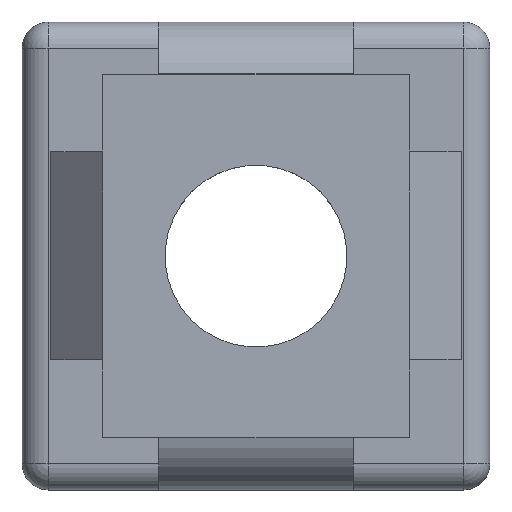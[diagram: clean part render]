
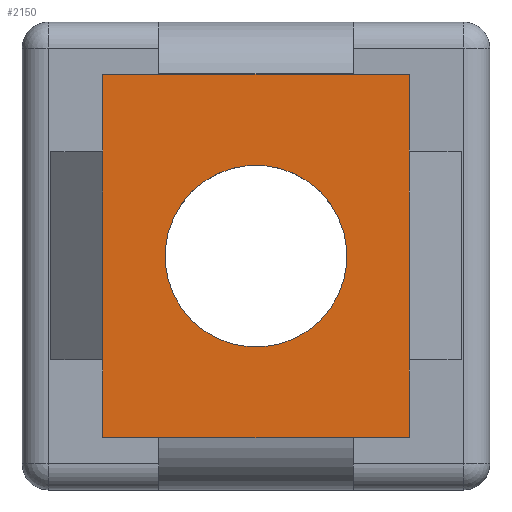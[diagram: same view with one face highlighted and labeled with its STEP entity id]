
A CAD part, top view. The second image highlights one B-rep face of the part: STEP entity #2150.
In plain terms, the highlighted planar face has unit normal (0, 0, 1).
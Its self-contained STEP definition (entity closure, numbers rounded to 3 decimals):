
#1754=CARTESIAN_POINT('',(-15.885,15.,0.707));
#1755=VERTEX_POINT('',#1754);
#1762=CARTESIAN_POINT('',(-15.885,18.5,0.707));
#1763=VERTEX_POINT('',#1762);
#1764=CARTESIAN_POINT('',(-15.885,15.,0.707));
#1765=DIRECTION('',(0.,1.,0.));
#1766=VECTOR('',#1765,3.5);
#1767=LINE('',#1764,#1766);
#1768=EDGE_CURVE('',#1755,#1763,#1767,.T.);
#1770=CARTESIAN_POINT('',(-15.885,25.5,0.707));
#1771=VERTEX_POINT('',#1770);
#1772=CARTESIAN_POINT('',(-15.885,18.5,0.707));
#1773=DIRECTION('',(0.,1.,0.));
#1774=VECTOR('',#1773,7.);
#1775=LINE('',#1772,#1774);
#1776=EDGE_CURVE('',#1763,#1771,#1775,.T.);
#1778=CARTESIAN_POINT('',(-15.885,29.,0.707));
#1779=VERTEX_POINT('',#1778);
#1780=CARTESIAN_POINT('',(-15.885,25.5,0.707));
#1781=DIRECTION('',(0.,1.,0.));
#1782=VECTOR('',#1781,3.5);
#1783=LINE('',#1780,#1782);
#1784=EDGE_CURVE('',#1771,#1779,#1783,.T.);
#2043=CARTESIAN_POINT('',(-21.485,22.,0.707));
#2044=DIRECTION('',(0.,-0.,1.));
#2045=DIRECTION('',(-1.,0.,0.));
#2046=AXIS2_PLACEMENT_3D('',#2043,#2044,#2045);
#2047=PLANE('',#2046);
#2048=CARTESIAN_POINT('',(-5.985,29.,0.707));
#2049=VERTEX_POINT('',#2048);
#2050=CARTESIAN_POINT('',(-4.085,29.,0.707));
#2051=VERTEX_POINT('',#2050);
#2052=CARTESIAN_POINT('',(-5.985,29.,0.707));
#2053=DIRECTION('',(1.,-0.,-0.));
#2054=VECTOR('',#2053,1.9);
#2055=LINE('',#2052,#2054);
#2056=EDGE_CURVE('',#2049,#2051,#2055,.T.);
#2057=ORIENTED_EDGE('',*,*,#2056,.F.);
#2058=CARTESIAN_POINT('',(-9.985,29.,0.707));
#2059=VERTEX_POINT('',#2058);
#2060=CARTESIAN_POINT('',(-9.985,29.,0.707));
#2061=DIRECTION('',(1.,-0.,-0.));
#2062=VECTOR('',#2061,4.);
#2063=LINE('',#2060,#2062);
#2064=EDGE_CURVE('',#2059,#2049,#2063,.T.);
#2065=ORIENTED_EDGE('',*,*,#2064,.F.);
#2066=CARTESIAN_POINT('',(-13.985,29.,0.707));
#2067=VERTEX_POINT('',#2066);
#2068=CARTESIAN_POINT('',(-13.985,29.,0.707));
#2069=DIRECTION('',(1.,-0.,-0.));
#2070=VECTOR('',#2069,4.);
#2071=LINE('',#2068,#2070);
#2072=EDGE_CURVE('',#2067,#2059,#2071,.T.);
#2073=ORIENTED_EDGE('',*,*,#2072,.F.);
#2074=CARTESIAN_POINT('',(-15.885,29.,0.707));
#2075=DIRECTION('',(1.,-0.,-0.));
#2076=VECTOR('',#2075,1.9);
#2077=LINE('',#2074,#2076);
#2078=EDGE_CURVE('',#1779,#2067,#2077,.T.);
#2079=ORIENTED_EDGE('',*,*,#2078,.F.);
#2080=ORIENTED_EDGE('',*,*,#1784,.F.);
#2081=ORIENTED_EDGE('',*,*,#1776,.F.);
#2082=ORIENTED_EDGE('',*,*,#1768,.F.);
#2083=CARTESIAN_POINT('',(-13.985,15.,0.707));
#2084=VERTEX_POINT('',#2083);
#2085=CARTESIAN_POINT('',(-13.985,15.,0.707));
#2086=DIRECTION('',(-1.,0.,0.));
#2087=VECTOR('',#2086,1.9);
#2088=LINE('',#2085,#2087);
#2089=EDGE_CURVE('',#2084,#1755,#2088,.T.);
#2090=ORIENTED_EDGE('',*,*,#2089,.F.);
#2091=CARTESIAN_POINT('',(-9.985,15.,0.707));
#2092=VERTEX_POINT('',#2091);
#2093=CARTESIAN_POINT('',(-9.985,15.,0.707));
#2094=DIRECTION('',(-1.,0.,0.));
#2095=VECTOR('',#2094,4.);
#2096=LINE('',#2093,#2095);
#2097=EDGE_CURVE('',#2092,#2084,#2096,.T.);
#2098=ORIENTED_EDGE('',*,*,#2097,.F.);
#2099=CARTESIAN_POINT('',(-5.985,15.,0.707));
#2100=VERTEX_POINT('',#2099);
#2101=CARTESIAN_POINT('',(-5.985,15.,0.707));
#2102=DIRECTION('',(-1.,0.,0.));
#2103=VECTOR('',#2102,4.);
#2104=LINE('',#2101,#2103);
#2105=EDGE_CURVE('',#2100,#2092,#2104,.T.);
#2106=ORIENTED_EDGE('',*,*,#2105,.F.);
#2107=CARTESIAN_POINT('',(-4.085,15.,0.707));
#2108=VERTEX_POINT('',#2107);
#2109=CARTESIAN_POINT('',(-4.085,15.,0.707));
#2110=DIRECTION('',(-1.,0.,0.));
#2111=VECTOR('',#2110,1.9);
#2112=LINE('',#2109,#2111);
#2113=EDGE_CURVE('',#2108,#2100,#2112,.T.);
#2114=ORIENTED_EDGE('',*,*,#2113,.F.);
#2115=CARTESIAN_POINT('',(-4.085,18.5,0.707));
#2116=VERTEX_POINT('',#2115);
#2117=CARTESIAN_POINT('',(-4.085,18.5,0.707));
#2118=DIRECTION('',(0.,-1.,-0.));
#2119=VECTOR('',#2118,3.5);
#2120=LINE('',#2117,#2119);
#2121=EDGE_CURVE('',#2116,#2108,#2120,.T.);
#2122=ORIENTED_EDGE('',*,*,#2121,.F.);
#2123=CARTESIAN_POINT('',(-4.085,25.5,0.707));
#2124=VERTEX_POINT('',#2123);
#2125=CARTESIAN_POINT('',(-4.085,25.5,0.707));
#2126=DIRECTION('',(0.,-1.,-0.));
#2127=VECTOR('',#2126,7.);
#2128=LINE('',#2125,#2127);
#2129=EDGE_CURVE('',#2124,#2116,#2128,.T.);
#2130=ORIENTED_EDGE('',*,*,#2129,.F.);
#2131=CARTESIAN_POINT('',(-4.085,29.,0.707));
#2132=DIRECTION('',(0.,-1.,-0.));
#2133=VECTOR('',#2132,3.5);
#2134=LINE('',#2131,#2133);
#2135=EDGE_CURVE('',#2051,#2124,#2134,.T.);
#2136=ORIENTED_EDGE('',*,*,#2135,.F.);
#2137=EDGE_LOOP('',(#2057,#2065,#2073,#2079,#2080,#2081,#2082,#2090,#2098,#2106,#2114,#2122,#2130,#2136));
#2138=FACE_BOUND('',#2137,.T.);
#2139=CARTESIAN_POINT('',(-7.51,24.475,0.707));
#2140=VERTEX_POINT('',#2139);
#2141=CARTESIAN_POINT('',(-9.985,22.,0.707));
#2142=DIRECTION('',(0.,-0.,1.));
#2143=DIRECTION('',(0.707,0.707,-0.));
#2144=AXIS2_PLACEMENT_3D('',#2141,#2142,#2143);
#2145=CIRCLE('',#2144,3.5);
#2146=EDGE_CURVE('',#2140,#2140,#2145,.T.);
#2147=ORIENTED_EDGE('',*,*,#2146,.F.);
#2148=EDGE_LOOP('',(#2147));
#2149=FACE_BOUND('',#2148,.T.);
#2150=ADVANCED_FACE('',(#2138,#2149),#2047,.T.);
